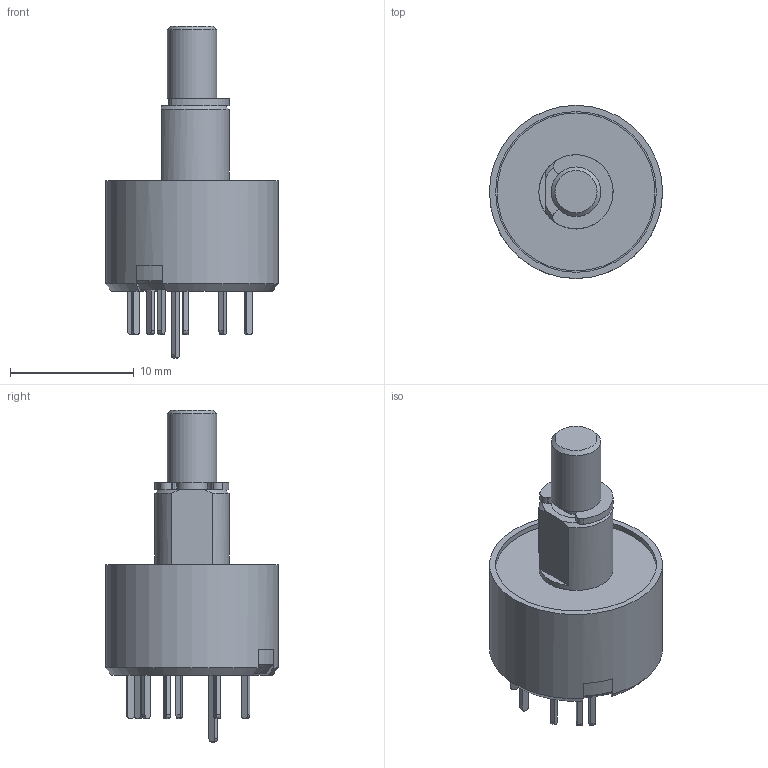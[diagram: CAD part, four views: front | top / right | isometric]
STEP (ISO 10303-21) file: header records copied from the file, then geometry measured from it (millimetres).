
FILE_DESCRIPTION (( 'STEP AP203' ), '1' );
FILE_NAME ('7ﾏ1ﾍ 12.STEP', '2020-01-16T00:53:04', ( '' ), ( '' ), 'SwSTEP 2.0', 'SolidWorks 2017', '' );
FILE_SCHEMA (( 'CONFIG_CONTROL_DESIGN' ));
Length unit declared in the file: millimetre
Products named in the file (18): 扻豵鵨; ÌÏÍ3 10Ï âûâîä-oa7; ÌÏÍ3 Ïðóæèíêà Ô ïðÿìàÿ; 匀棠.754175.002 暑朦鲱 箫腩蝽栩咫铄; ﾔﾈﾌﾄ-ﾝ.18.34 ﾂ琿_12; ÌÏÍ3 Êîíòàêò íà 180; ÌÏÍ3 ðîòîð 4Í; 扻錪犩 諘瀁謺鍷; ÌÏÍ3 10Ï îñíîâàíèå; 7ﾏ1ﾍ 12; ÔÈÌÄ-Ý.18.27 Óçåë ôèêñàöèè; �����_7�1�
Assembly tree (16 placements, depth 3):
  ÌÏÍ3 Ïðóæèíêà Ô ïðÿìàÿ
  ÌÏÍ3 ðîòîð 4Í
  7ﾏ1ﾍ 12
    ÔÈÌÄ-Ý.18.27 Óçåë ôèêñàöèè
      扻豵鵨
      扻錪犩 諘瀁謺鍷
      匀棠.754175.002 暑朦鲱 箫腩蝽栩咫铄  x2
    �����_7�1�
      ÌÏÍ3 Êîíòàêò íà 180
      ÌÏÍ3 10Ï âûâîä-oa7
      ÌÏÍ3 10Ï îñíîâàíèå
      ÌÏÍ3 10Ï âûâîä-oa7
      ÌÏÍ3 10Ï âûâîä-oa7
      ÌÏÍ3 10Ï âûâîä-oa7
      ÌÏÍ3 10Ï âûâîä-oa7
      ÌÏÍ3 10Ï âûâîä-oa7
      ÌÏÍ3 10Ï âûâîä-oa7
    ﾔﾈﾌﾄ-ﾝ.18.34 ﾂ琿_12
Bounding box: 14 x 14 x 26.85 mm (x, y, z)
Volume: 721.9 mm3; surface area: 2093.6 mm2
Topology: 14 solids, 14 shells, 203 faces, 463 edges, 308 vertices
Faces by surface type: plane 149, cylinder 32, cone 11, bspline 11
Full cylindrical faces by diameter (mm): 2.45 x2, 2.5 x1, 4 x5, 6 x1, 12.769 x2, 13 x1, 13.4 x2, 14 x1
Entity records: 7555 total; most frequent: CARTESIAN_POINT 1249, DIRECTION 904, ORIENTED_EDGE 864, EDGE_CURVE 432, VECTOR 318, LINE 318, VERTEX_POINT 297, AXIS2_PLACEMENT_3D 293
